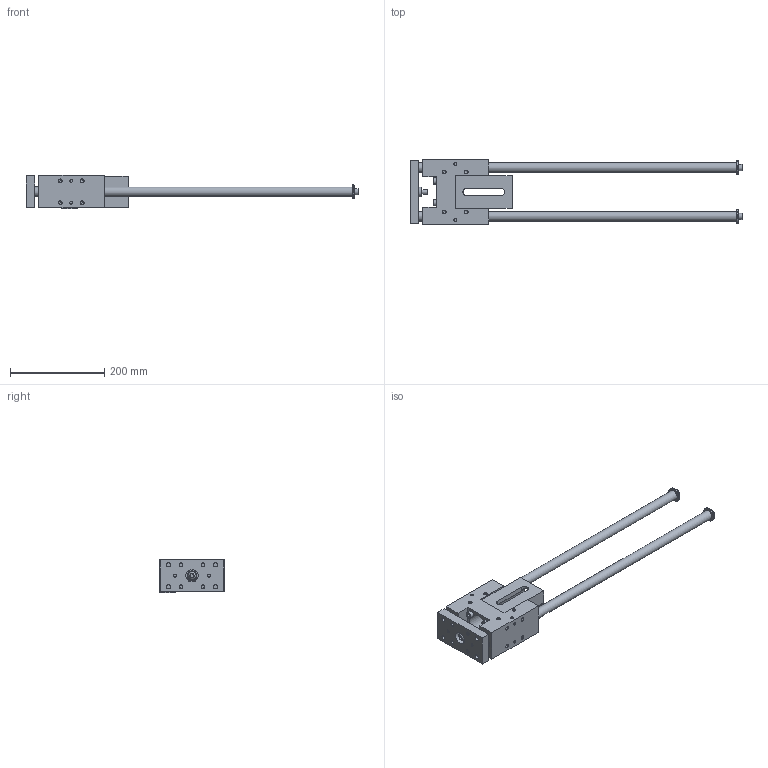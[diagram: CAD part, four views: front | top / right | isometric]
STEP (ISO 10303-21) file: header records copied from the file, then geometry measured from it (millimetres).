
FILE_DESCRIPTION( ( 'STEP AP214' ), '1' );
FILE_NAME( '3268286.step', '2006-07-10T13:45:59', ( ' ' ), ( ' ' ), 'XStep 1.0', ' ', ' ' );
FILE_SCHEMA( ( 'automotive_design' ) );
Length unit declared in the file: metre
Products named in the file (2): 1; 2
Bounding box: 706 x 137 x 71 mm (x, y, z)
Volume: 1509444.7 mm3; surface area: 290734.2 mm2
Topology: 2 solids, 12 shells, 384 faces, 902 edges, 596 vertices
Faces by surface type: plane 192, cylinder 142, cone 49, sphere 1
Full cylindrical faces by diameter (mm): 4.918 x14, 6 x14, 6.5 x3, 6.647 x34, 8 x6, 8.2 x12, 8.5 x3, 9 x4, 10 x5, 11 x3, 13 x6, 15 x4, 20 x5, 21 x2, 26 x1, 30 x3, 33 x1, 55 x1
Entity records: 13224 total; most frequent: CARTESIAN_POINT 2220, DIRECTION 1703, ORIENTED_EDGE 1266, AXIS2_PLACEMENT_3D 702, EDGE_LOOP 654, EDGE_CURVE 633, VERTEX_POINT 521, FACE_OUTER_BOUND 506
